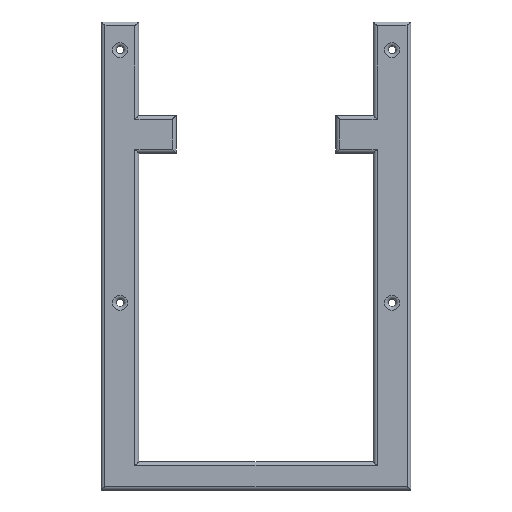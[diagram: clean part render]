
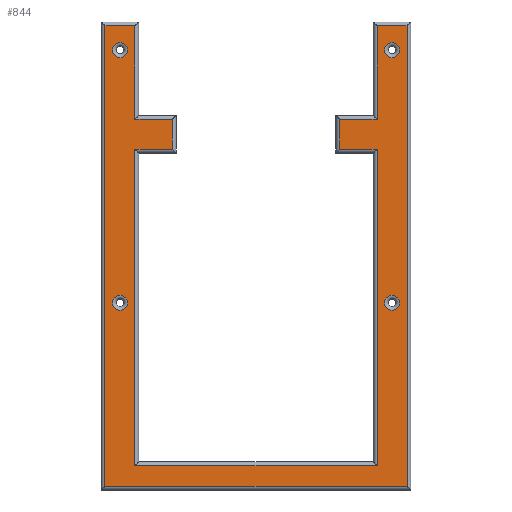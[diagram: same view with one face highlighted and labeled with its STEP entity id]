
A CAD part, front view. The second image highlights one B-rep face of the part: STEP entity #844.
In plain terms, the highlighted planar face has unit normal (0, -1, 0).
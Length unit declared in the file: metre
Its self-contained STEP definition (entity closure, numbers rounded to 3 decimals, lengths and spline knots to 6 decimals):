
#91=LINE('',#1380,#167);
#92=LINE('',#1383,#168);
#93=LINE('',#1385,#169);
#94=LINE('',#1387,#170);
#95=LINE('',#1389,#171);
#96=LINE('',#1391,#172);
#97=LINE('',#1393,#173);
#98=LINE('',#1395,#174);
#99=LINE('',#1397,#175);
#100=LINE('',#1399,#176);
#101=LINE('',#1401,#177);
#102=LINE('',#1403,#178);
#103=LINE('',#1405,#179);
#104=LINE('',#1407,#180);
#105=LINE('',#1409,#181);
#106=LINE('',#1411,#182);
#167=VECTOR('',#1112,1.);
#168=VECTOR('',#1113,1.);
#169=VECTOR('',#1114,1.);
#170=VECTOR('',#1115,1.);
#171=VECTOR('',#1116,1.);
#172=VECTOR('',#1117,1.);
#173=VECTOR('',#1118,1.);
#174=VECTOR('',#1119,1.);
#175=VECTOR('',#1120,1.);
#176=VECTOR('',#1121,1.);
#177=VECTOR('',#1122,1.);
#178=VECTOR('',#1123,1.);
#179=VECTOR('',#1124,1.);
#180=VECTOR('',#1125,1.);
#181=VECTOR('',#1126,1.);
#182=VECTOR('',#1127,1.);
#202=PLANE('',#921);
#318=ORIENTED_EDGE('',*,*,#503,.T.);
#319=ORIENTED_EDGE('',*,*,#504,.T.);
#320=ORIENTED_EDGE('',*,*,#505,.T.);
#321=ORIENTED_EDGE('',*,*,#506,.T.);
#322=ORIENTED_EDGE('',*,*,#507,.T.);
#323=ORIENTED_EDGE('',*,*,#508,.T.);
#324=ORIENTED_EDGE('',*,*,#509,.T.);
#325=ORIENTED_EDGE('',*,*,#510,.T.);
#326=ORIENTED_EDGE('',*,*,#511,.T.);
#327=ORIENTED_EDGE('',*,*,#512,.T.);
#328=ORIENTED_EDGE('',*,*,#513,.T.);
#329=ORIENTED_EDGE('',*,*,#514,.T.);
#330=ORIENTED_EDGE('',*,*,#515,.T.);
#331=ORIENTED_EDGE('',*,*,#516,.T.);
#332=ORIENTED_EDGE('',*,*,#517,.T.);
#333=ORIENTED_EDGE('',*,*,#518,.T.);
#334=ORIENTED_EDGE('',*,*,#519,.T.);
#335=ORIENTED_EDGE('',*,*,#520,.T.);
#336=ORIENTED_EDGE('',*,*,#521,.T.);
#337=ORIENTED_EDGE('',*,*,#522,.T.);
#503=EDGE_CURVE('',#596,#596,#632,.F.);
#504=EDGE_CURVE('',#597,#597,#633,.F.);
#505=EDGE_CURVE('',#598,#599,#91,.F.);
#506=EDGE_CURVE('',#599,#600,#92,.T.);
#507=EDGE_CURVE('',#600,#601,#93,.T.);
#508=EDGE_CURVE('',#601,#602,#94,.T.);
#509=EDGE_CURVE('',#602,#603,#95,.T.);
#510=EDGE_CURVE('',#603,#604,#96,.T.);
#511=EDGE_CURVE('',#604,#605,#97,.F.);
#512=EDGE_CURVE('',#605,#606,#98,.F.);
#513=EDGE_CURVE('',#606,#607,#99,.T.);
#514=EDGE_CURVE('',#607,#608,#100,.T.);
#515=EDGE_CURVE('',#608,#609,#101,.T.);
#516=EDGE_CURVE('',#609,#610,#102,.F.);
#517=EDGE_CURVE('',#610,#611,#103,.F.);
#518=EDGE_CURVE('',#611,#612,#104,.T.);
#519=EDGE_CURVE('',#612,#613,#105,.F.);
#520=EDGE_CURVE('',#613,#598,#106,.F.);
#521=EDGE_CURVE('',#614,#614,#634,.F.);
#522=EDGE_CURVE('',#615,#615,#635,.F.);
#596=VERTEX_POINT('',#1377);
#597=VERTEX_POINT('',#1379);
#598=VERTEX_POINT('',#1381);
#599=VERTEX_POINT('',#1382);
#600=VERTEX_POINT('',#1384);
#601=VERTEX_POINT('',#1386);
#602=VERTEX_POINT('',#1388);
#603=VERTEX_POINT('',#1390);
#604=VERTEX_POINT('',#1392);
#605=VERTEX_POINT('',#1394);
#606=VERTEX_POINT('',#1396);
#607=VERTEX_POINT('',#1398);
#608=VERTEX_POINT('',#1400);
#609=VERTEX_POINT('',#1402);
#610=VERTEX_POINT('',#1404);
#611=VERTEX_POINT('',#1406);
#612=VERTEX_POINT('',#1408);
#613=VERTEX_POINT('',#1410);
#614=VERTEX_POINT('',#1413);
#615=VERTEX_POINT('',#1415);
#632=CIRCLE('',#922,0.004);
#633=CIRCLE('',#923,0.004);
#634=CIRCLE('',#924,0.004);
#635=CIRCLE('',#925,0.004);
#676=EDGE_LOOP('',(#318));
#677=EDGE_LOOP('',(#319));
#678=EDGE_LOOP('',(#320,#321,#322,#323,#324,#325,#326,#327,#328,#329,#330,
#331,#332,#333,#334,#335));
#679=EDGE_LOOP('',(#336));
#680=EDGE_LOOP('',(#337));
#754=FACE_BOUND('',#676,.T.);
#755=FACE_BOUND('',#677,.T.);
#756=FACE_BOUND('',#678,.T.);
#757=FACE_BOUND('',#679,.T.);
#758=FACE_BOUND('',#680,.T.);
#844=ADVANCED_FACE('',(#754,#755,#756,#757,#758),#202,.T.);
#921=AXIS2_PLACEMENT_3D('',#1375,#1106,#1107);
#922=AXIS2_PLACEMENT_3D('',#1376,#1108,#1109);
#923=AXIS2_PLACEMENT_3D('',#1378,#1110,#1111);
#924=AXIS2_PLACEMENT_3D('',#1412,#1128,#1129);
#925=AXIS2_PLACEMENT_3D('',#1414,#1130,#1131);
#1106=DIRECTION('',(0.,-1.,0.));
#1107=DIRECTION('',(1.,0.,0.));
#1108=DIRECTION('',(0.,-1.,0.));
#1109=DIRECTION('',(0.,0.,-1.));
#1110=DIRECTION('',(0.,-1.,0.));
#1111=DIRECTION('',(0.,0.,-1.));
#1112=DIRECTION('',(1.,0.,0.));
#1113=DIRECTION('',(0.,0.,1.));
#1114=DIRECTION('',(-1.,0.,0.));
#1115=DIRECTION('',(0.,0.,-1.));
#1116=DIRECTION('',(1.,0.,0.));
#1117=DIRECTION('',(0.,0.,1.));
#1118=DIRECTION('',(1.,0.,0.));
#1119=DIRECTION('',(0.,0.,1.));
#1120=DIRECTION('',(-1.,0.,0.));
#1121=DIRECTION('',(0.,0.,-1.));
#1122=DIRECTION('',(1.,0.,0.));
#1123=DIRECTION('',(0.,0.,1.));
#1124=DIRECTION('',(1.,0.,0.));
#1125=DIRECTION('',(0.,0.,1.));
#1126=DIRECTION('',(-1.,0.,0.));
#1127=DIRECTION('',(0.,0.,-1.));
#1128=DIRECTION('',(0.,-1.,0.));
#1129=DIRECTION('',(0.,0.,-1.));
#1130=DIRECTION('',(0.,-1.,0.));
#1131=DIRECTION('',(0.,0.,-1.));
#1375=CARTESIAN_POINT('',(0.068215,-0.01,0.));
#1376=CARTESIAN_POINT('',(0.072668,-0.01,0.135));
#1377=CARTESIAN_POINT('',(0.072668,-0.01,0.131));
#1378=CARTESIAN_POINT('',(-0.072668,-0.01,0.135));
#1379=CARTESIAN_POINT('',(-0.072668,-0.01,0.131));
#1380=CARTESIAN_POINT('',(0.068215,-0.01,0.098));
#1381=CARTESIAN_POINT('',(-0.044668,-0.01,0.098));
#1382=CARTESIAN_POINT('',(-0.064668,-0.01,0.098));
#1383=CARTESIAN_POINT('',(-0.064668,-0.01,0.15));
#1384=CARTESIAN_POINT('',(-0.064668,-0.01,0.148));
#1385=CARTESIAN_POINT('',(-0.082668,-0.01,0.148));
#1386=CARTESIAN_POINT('',(-0.080668,-0.01,0.148));
#1387=CARTESIAN_POINT('',(-0.080668,-0.01,-0.1));
#1388=CARTESIAN_POINT('',(-0.080668,-0.01,-0.098));
#1389=CARTESIAN_POINT('',(0.082668,-0.01,-0.098));
#1390=CARTESIAN_POINT('',(0.080668,-0.01,-0.098));
#1391=CARTESIAN_POINT('',(0.080668,-0.01,0.15));
#1392=CARTESIAN_POINT('',(0.080668,-0.01,0.148));
#1393=CARTESIAN_POINT('',(0.068215,-0.01,0.148));
#1394=CARTESIAN_POINT('',(0.064668,-0.01,0.148));
#1395=CARTESIAN_POINT('',(0.064668,-0.01,0.));
#1396=CARTESIAN_POINT('',(0.064668,-0.01,0.098));
#1397=CARTESIAN_POINT('',(0.042668,-0.01,0.098));
#1398=CARTESIAN_POINT('',(0.044668,-0.01,0.098));
#1399=CARTESIAN_POINT('',(0.044668,-0.01,0.08));
#1400=CARTESIAN_POINT('',(0.044668,-0.01,0.082));
#1401=CARTESIAN_POINT('',(0.062668,-0.01,0.082));
#1402=CARTESIAN_POINT('',(0.064668,-0.01,0.082));
#1403=CARTESIAN_POINT('',(0.064668,-0.01,0.));
#1404=CARTESIAN_POINT('',(0.064668,-0.01,-0.087));
#1405=CARTESIAN_POINT('',(0.068215,-0.01,-0.087));
#1406=CARTESIAN_POINT('',(-0.064668,-0.01,-0.087));
#1407=CARTESIAN_POINT('',(-0.064668,-0.01,0.08));
#1408=CARTESIAN_POINT('',(-0.064668,-0.01,0.082));
#1409=CARTESIAN_POINT('',(0.068215,-0.01,0.082));
#1410=CARTESIAN_POINT('',(-0.044668,-0.01,0.082));
#1411=CARTESIAN_POINT('',(-0.044668,-0.01,0.));
#1412=CARTESIAN_POINT('',(0.072668,-0.01,0.));
#1413=CARTESIAN_POINT('',(0.072668,-0.01,-0.004));
#1414=CARTESIAN_POINT('',(-0.072668,-0.01,0.));
#1415=CARTESIAN_POINT('',(-0.072668,-0.01,-0.004));
